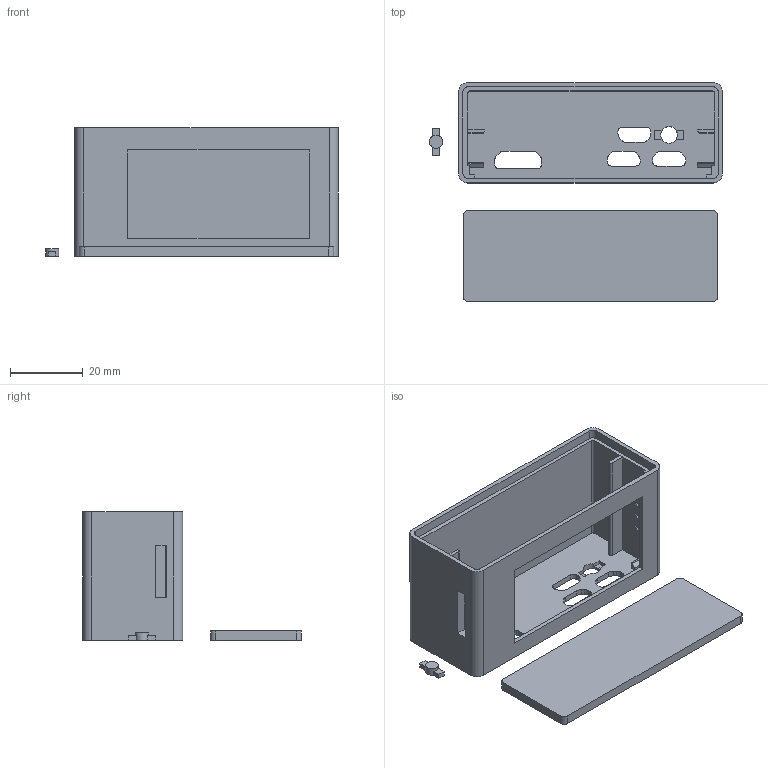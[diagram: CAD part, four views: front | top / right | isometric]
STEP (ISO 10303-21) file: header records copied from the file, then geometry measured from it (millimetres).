
FILE_DESCRIPTION(/* description */ (''),/* implementation_level */ '2;1');
FILE_NAME(/* name */ 'pwnagotchi-waveshare-slim-pisugar1200.step',/* time_stamp */ '2020-01-23T18:09:15+07:00',/* author */ (''),/* organization */ (''),/* preprocessor_version */ 'ST-DEVELOPER v18',/* originating_system */ 'Autodesk Translation Framework v8.12.0.6',/* authorisation */ '');
FILE_SCHEMA (('AUTOMOTIVE_DESIGN { 1 0 10303 214 3 1 1 }'));
Length unit declared in the file: millimetre
Products named in the file (4): Pwnagotchi Mk. 2; Case WS Slim PiSugar 1200; Button PiSugar (1); Lid Sugar 1200
Assembly tree (3 placements, depth 2):
  Pwnagotchi Mk. 2
    Case WS Slim PiSugar 1200
    Button PiSugar (1)
    Lid Sugar 1200
Bounding box: 80.47 x 60.1 x 35.34 mm (x, y, z)
Volume: 18323 mm3; surface area: 19463.9 mm2
Topology: 5 solids, 5 shells, 164 faces, 460 edges, 306 vertices
Faces by surface type: plane 118, cylinder 46
Full cylindrical faces by diameter (mm): 3.6 x1, 4.6 x1
Entity records: 5434 total; most frequent: CARTESIAN_POINT 937, ORIENTED_EDGE 920, DIRECTION 902, EDGE_CURVE 460, LINE 360, VECTOR 360, VERTEX_POINT 306, AXIS2_PLACEMENT_3D 271
